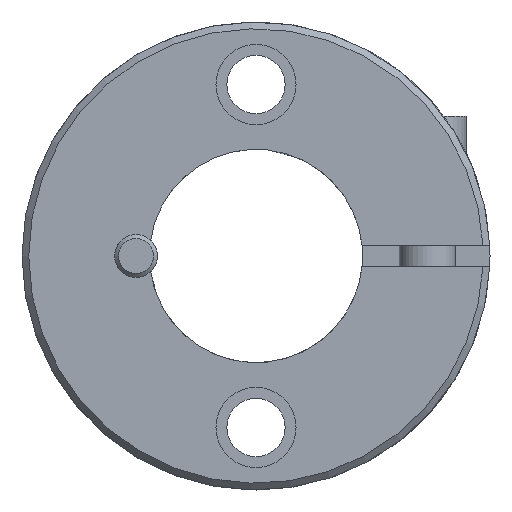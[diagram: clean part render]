
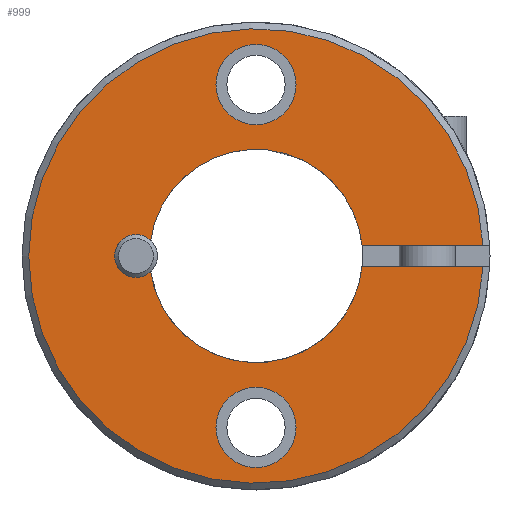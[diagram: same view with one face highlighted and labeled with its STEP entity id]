
A CAD part, left-side view. The second image highlights one B-rep face of the part: STEP entity #999.
In plain terms, the highlighted planar face has unit normal (-1, 0, 0).
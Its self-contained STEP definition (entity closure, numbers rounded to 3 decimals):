
#149=CARTESIAN_POINT('',(0.,7.813,1.166));
#150=VERTEX_POINT('',#149);
#159=CARTESIAN_POINT('',(0.,7.813,-1.166));
#160=VERTEX_POINT('',#159);
#161=CARTESIAN_POINT('',(0.,8.89,0.));
#162=DIRECTION('',(1.0,0.0,0.0));
#163=DIRECTION('',(0.0,0.0,1.0));
#164=AXIS2_PLACEMENT_3D('',#161,#162,#163);
#165=CIRCLE('',#164,1.588);
#166=EDGE_CURVE('',#160,#150,#165,.T.);
#216=CARTESIAN_POINT('',(0.0,-7.859,-0.8));
#217=VERTEX_POINT('',#216);
#218=CARTESIAN_POINT('',(0.0,0.0,0.0));
#219=DIRECTION('',(1.0,0.0,0.0));
#220=DIRECTION('',(0.0,-1.0,0.0));
#221=AXIS2_PLACEMENT_3D('',#218,#219,#220);
#222=CIRCLE('',#221,7.899);
#223=EDGE_CURVE('',#217,#160,#222,.T.);
#276=CARTESIAN_POINT('',(0.0,-7.859,0.8));
#277=VERTEX_POINT('',#276);
#284=CARTESIAN_POINT('',(0.0,0.0,0.0));
#285=DIRECTION('',(1.0,0.0,0.0));
#286=DIRECTION('',(0.0,-1.0,0.0));
#287=AXIS2_PLACEMENT_3D('',#284,#285,#286);
#288=CIRCLE('',#287,7.899);
#289=EDGE_CURVE('',#150,#277,#288,.T.);
#310=CARTESIAN_POINT('',(0.,-16.816,0.8));
#311=VERTEX_POINT('',#310);
#320=CARTESIAN_POINT('',(0.,-7.859,0.8));
#321=DIRECTION('',(0.0,-1.0,0.0));
#322=VECTOR('',#321,8.958);
#323=LINE('',#320,#322);
#324=EDGE_CURVE('',#277,#311,#323,.T.);
#362=CARTESIAN_POINT('',(0.,-16.816,-0.8));
#363=VERTEX_POINT('',#362);
#385=CARTESIAN_POINT('',(0.,-16.816,-0.8));
#386=DIRECTION('',(0.0,1.0,0.0));
#387=VECTOR('',#386,8.958);
#388=LINE('',#385,#387);
#389=EDGE_CURVE('',#363,#217,#388,.T.);
#803=CARTESIAN_POINT('',(0.,0.,9.73));
#804=VERTEX_POINT('',#803);
#805=CARTESIAN_POINT('',(0.,0.,12.7));
#806=DIRECTION('',(1.0,0.0,0.0));
#807=DIRECTION('',(0.0,0.0,-1.0));
#808=AXIS2_PLACEMENT_3D('',#805,#806,#807);
#809=CIRCLE('',#808,2.97);
#810=EDGE_CURVE('',#804,#804,#809,.T.);
#863=CARTESIAN_POINT('',(0.,0.0,-9.73));
#864=VERTEX_POINT('',#863);
#865=CARTESIAN_POINT('',(0.,0.0,-12.7));
#866=DIRECTION('',(1.0,0.0,0.0));
#867=DIRECTION('',(0.0,0.0,1.0));
#868=AXIS2_PLACEMENT_3D('',#865,#866,#867);
#869=CIRCLE('',#868,2.97);
#870=EDGE_CURVE('',#864,#864,#869,.T.);
#970=CARTESIAN_POINT('',(0.,0.0,0.0));
#971=DIRECTION('',(1.0,0.0,0.0));
#972=DIRECTION('',(0.0,-1.0,0.0));
#973=AXIS2_PLACEMENT_3D('',#970,#971,#972);
#974=CIRCLE('',#973,16.836);
#975=EDGE_CURVE('',#363,#311,#974,.T.);
#980=CARTESIAN_POINT('',(0.,8.668,0.0));
#981=DIRECTION('',(-1.0,0.0,0.0));
#982=DIRECTION('',(0.0,0.0,1.0));
#983=AXIS2_PLACEMENT_3D('',#980,#981,#982);
#984=PLANE('',#983);
#985=ORIENTED_EDGE('',*,*,#166,.T.);
#986=ORIENTED_EDGE('',*,*,#289,.T.);
#987=ORIENTED_EDGE('',*,*,#324,.T.);
#988=ORIENTED_EDGE('',*,*,#975,.F.);
#989=ORIENTED_EDGE('',*,*,#389,.T.);
#990=ORIENTED_EDGE('',*,*,#223,.T.);
#991=EDGE_LOOP('',(#985,#986,#987,#988,#989,#990));
#992=FACE_OUTER_BOUND('',#991,.T.);
#993=ORIENTED_EDGE('',*,*,#810,.T.);
#994=EDGE_LOOP('',(#993));
#995=FACE_BOUND('',#994,.T.);
#996=ORIENTED_EDGE('',*,*,#870,.T.);
#997=EDGE_LOOP('',(#996));
#998=FACE_BOUND('',#997,.T.);
#999=ADVANCED_FACE('',(#992,#995,#998),#984,.T.);
